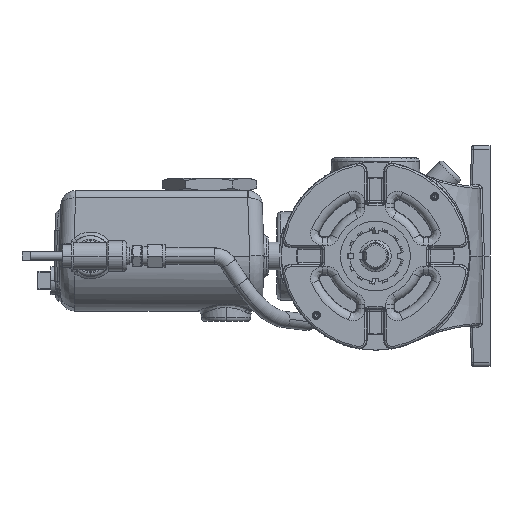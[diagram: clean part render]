
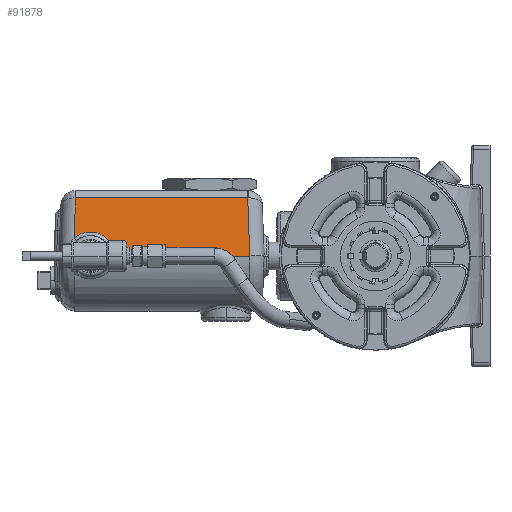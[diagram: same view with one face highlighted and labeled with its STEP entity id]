
A CAD part, left-side view. The second image highlights one B-rep face of the part: STEP entity #91878.
In plain terms, the highlighted planar face has unit normal (-0.996, 0, 0.093).
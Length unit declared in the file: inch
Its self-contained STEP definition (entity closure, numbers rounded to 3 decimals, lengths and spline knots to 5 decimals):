
#976 = CARTESIAN_POINT ( 'NONE',  ( -4.0875, 7.95989, 0. ) ) ;
#5421 = CARTESIAN_POINT ( 'NONE',  ( -4.08892, 9.22174, -0.01517 ) ) ;
#6651 = EDGE_CURVE ( 'NONE', #127248, #109032, #125767, .T. ) ;
#16334 = CARTESIAN_POINT ( 'NONE',  ( -4.03655, 9.20223, 0.54348 ) ) ;
#16905 = ORIENTED_EDGE ( 'NONE', *, *, #77970, .T. ) ;
#21559 = DIRECTION ( 'NONE',  ( -0.093, 0., -0.996 ) ) ;
#24150 = FACE_OUTER_BOUND ( 'NONE', #33291, .T. ) ;
#25038 = VECTOR ( 'NONE', #127809, 39.37008 ) ;
#25980 = EDGE_CURVE ( 'NONE', #115868, #134061, #146609, .T. ) ;
#28481 = VERTEX_POINT ( 'NONE', #143786 ) ;
#33291 = EDGE_LOOP ( 'NONE', ( #79483, #80265, #102304, #16905, #134869, #61174, #41684 ) ) ;
#34904 = CARTESIAN_POINT ( 'NONE',  ( -4.0875, 3.84032, 0. ) ) ;
#37153 = DIRECTION ( 'NONE',  ( 0.093, 0.035, 0.995 ) ) ;
#37536 = CARTESIAN_POINT ( 'NONE',  ( -4.0875, 9.66005, 0. ) ) ;
#41684 = ORIENTED_EDGE ( 'NONE', *, *, #146812, .T. ) ;
#48694 = CARTESIAN_POINT ( 'NONE',  ( -3.99015, 8.65029, 1.03837 ) ) ;
#51033 = AXIS2_PLACEMENT_3D ( 'NONE', #66596, #89285, #21559 ) ;
#51271 = CARTESIAN_POINT ( 'NONE',  ( -4.0875, 3.84032, 0. ) ) ;
#55416 = DIRECTION ( 'NONE',  ( 0., 1., 0. ) ) ;
#59836 = CARTESIAN_POINT ( 'NONE',  ( -4.06863, 3.84591, 0.20127 ) ) ;
#59972 = CARTESIAN_POINT ( 'NONE',  ( -4.03655, 9.20223, 0.54348 ) ) ;
#61174 = ORIENTED_EDGE ( 'NONE', *, *, #25980, .T. ) ;
#62552 = CARTESIAN_POINT ( 'NONE',  ( -4.0875, 3.83984, 0. ) ) ;
#66596 = CARTESIAN_POINT ( 'NONE',  ( -4.0875, 9.66005, 0. ) ) ;
#72133 = CARTESIAN_POINT ( 'NONE',  ( -4.0875, 7.95989, 0. ) ) ;
#73991 = CARTESIAN_POINT ( 'NONE',  ( -4.0875, 3.83888, 0.00002 ) ) ;
#75344 = LINE ( 'NONE', #123271, #139205 ) ;
#76649 = VERTEX_POINT ( 'NONE', #34904 ) ;
#77970 = EDGE_CURVE ( 'NONE', #140806, #76649, #144656, .T. ) ;
#79483 = ORIENTED_EDGE ( 'NONE', *, *, #107742, .T. ) ;
#80265 = ORIENTED_EDGE ( 'NONE', *, *, #6651, .T. ) ;
#80795 = VECTOR ( 'NONE', #116704, 39.37008 ) ;
#82739 = VECTOR ( 'NONE', #37153, 39.37008 ) ;
#87485 = B_SPLINE_CURVE_WITH_KNOTS ( 'NONE', 3,
 ( #51271, #62552, #141875, #73991 ),
 .UNSPECIFIED., .F., .F.,
 ( 4, 4 ),
 ( 0., 0.00004 ),
 .UNSPECIFIED. ) ;
#89285 = DIRECTION ( 'NONE',  ( 0.996, 0., -0.093 ) ) ;
#91304 = CARTESIAN_POINT ( 'NONE',  ( -3.92125, 3.90081, 1.77334 ) ) ;
#91878 = ADVANCED_FACE ( 'NONE', ( #24150 ), #111694, .F. ) ;
#102304 = ORIENTED_EDGE ( 'NONE', *, *, #109739, .T. ) ;
#105865 = CARTESIAN_POINT ( 'NONE',  ( -4.0875, 7.95995, 0. ) ) ;
#107742 = EDGE_CURVE ( 'NONE', #28481, #127248, #111824, .T. ) ;
#109032 = VERTEX_POINT ( 'NONE', #127534 ) ;
#109739 = EDGE_CURVE ( 'NONE', #109032, #140806, #114764, .T. ) ;
#111694 = PLANE ( 'NONE',  #51033 ) ;
#111824 = LINE ( 'NONE', #5421, #25038 ) ;
#114764 = B_SPLINE_CURVE_WITH_KNOTS ( 'NONE', 3,
 ( #128155, #105865, #140043, #72133 ),
 .UNSPECIFIED., .F., .F.,
 ( 4, 4 ),
 ( 0., 0. ),
 .UNSPECIFIED. ) ;
#115868 = VERTEX_POINT ( 'NONE', #117370 ) ;
#116464 = CARTESIAN_POINT ( 'NONE',  ( -4.01801, 7.97112, 0.74124 ) ) ;
#116704 = DIRECTION ( 'NONE',  ( 0., -1., 0. ) ) ;
#117370 = CARTESIAN_POINT ( 'NONE',  ( -4.0875, 3.83888, 0.00002 ) ) ;
#123271 = CARTESIAN_POINT ( 'NONE',  ( -3.92125, 9.66005, 1.77334 ) ) ;
#125767 =( BOUNDED_CURVE ( )  B_SPLINE_CURVE ( 3, ( #59972, #48694, #116464, #139319 ),
 .UNSPECIFIED., .F., .F. ) 
 B_SPLINE_CURVE_WITH_KNOTS ( ( 4, 4 ),
 ( 2.41064, 4.69735 ),
 .UNSPECIFIED. ) 
 CURVE ( )  GEOMETRIC_REPRESENTATION_ITEM ( )  RATIONAL_B_SPLINE_CURVE ( ( 1., 0.61, 0.61, 1. ) ) 
 REPRESENTATION_ITEM ( '' )  );
#127248 = VERTEX_POINT ( 'NONE', #16334 ) ;
#127534 = CARTESIAN_POINT ( 'NONE',  ( -4.0875, 7.95997, 0. ) ) ;
#127809 = DIRECTION ( 'NONE',  ( -0.093, 0.035, -0.995 ) ) ;
#128155 = CARTESIAN_POINT ( 'NONE',  ( -4.0875, 7.95997, 0. ) ) ;
#134061 = VERTEX_POINT ( 'NONE', #91304 ) ;
#134869 = ORIENTED_EDGE ( 'NONE', *, *, #144175, .T. ) ;
#139205 = VECTOR ( 'NONE', #55416, 39.37008 ) ;
#139319 = CARTESIAN_POINT ( 'NONE',  ( -4.0875, 7.95997, 0. ) ) ;
#140043 = CARTESIAN_POINT ( 'NONE',  ( -4.0875, 7.95992, 0. ) ) ;
#140806 = VERTEX_POINT ( 'NONE', #976 ) ;
#141875 = CARTESIAN_POINT ( 'NONE',  ( -4.0875, 3.83936, 0.00001 ) ) ;
#143786 = CARTESIAN_POINT ( 'NONE',  ( -3.92125, 9.15929, 1.77334 ) ) ;
#144175 = EDGE_CURVE ( 'NONE', #76649, #115868, #87485, .T. ) ;
#144656 = LINE ( 'NONE', #37536, #80795 ) ;
#146609 = LINE ( 'NONE', #59836, #82739 ) ;
#146812 = EDGE_CURVE ( 'NONE', #134061, #28481, #75344, .T. ) ;
